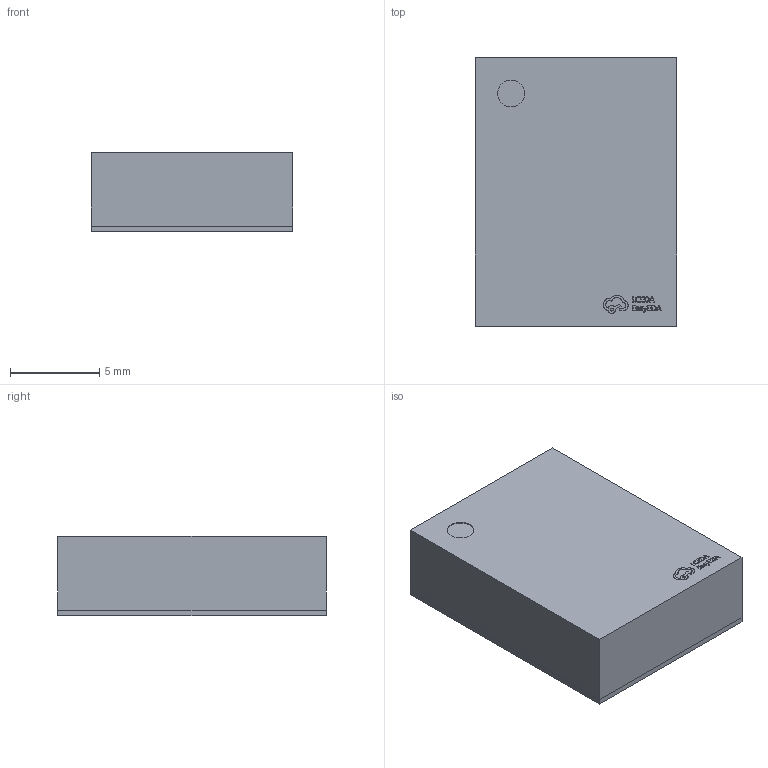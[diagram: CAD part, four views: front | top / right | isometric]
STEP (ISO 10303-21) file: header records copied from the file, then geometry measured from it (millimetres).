
FILE_DESCRIPTION (( 'STEP AP214' ), '1' );
FILE_NAME ('LTM8033.STEP', '2022-07-11T11:02:38', ( '' ), ( '' ), 'SwSTEP 2.0', 'SolidWorks 2017', '' );
FILE_SCHEMA (( 'AUTOMOTIVE_DESIGN' ));
Length unit declared in the file: millimetre
Products named in the file (4): LTM8033; LGA-76_LTM8033IV-PBF; COMPOUND_2; U1
Assembly tree (3 placements, depth 4):
  LTM8033
    U1
      LGA-76_LTM8033IV-PBF
        COMPOUND_2
Bounding box: 11.25 x 15 x 4.42 mm (x, y, z)
Surface area: 907.3 mm2 (no closed solid volume)
Topology: 0 solids, 3 shells, 297 faces, 780 edges, 515 vertices
Faces by surface type: plane 183, bspline 112, cylinder 2
Entity records: 13706 total; most frequent: CARTESIAN_POINT 3764, ORIENTED_EDGE 1556, DIRECTION 946, EDGE_CURVE 780, LINE 552, VECTOR 552, VERTEX_POINT 515, EDGE_LOOP 324
